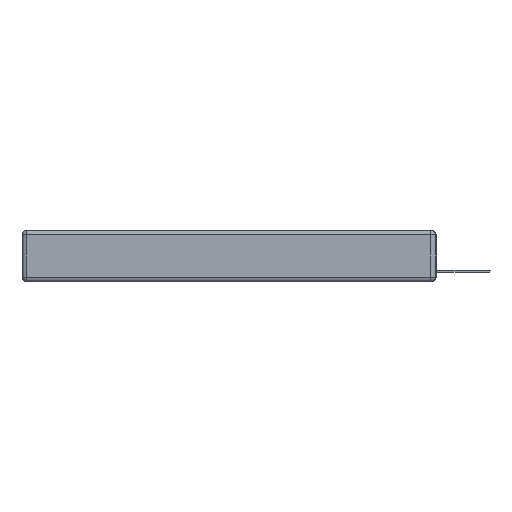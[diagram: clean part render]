
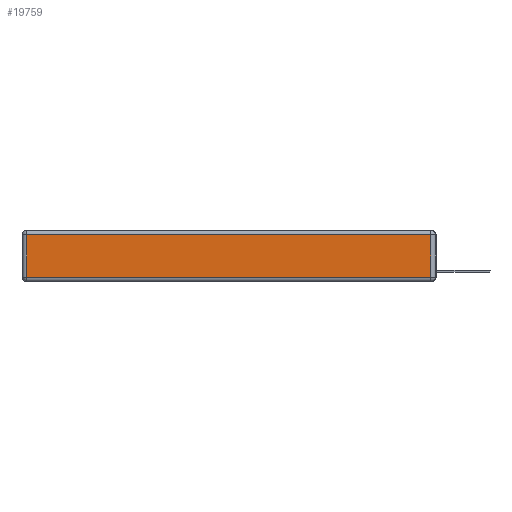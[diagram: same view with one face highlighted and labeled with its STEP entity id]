
A CAD part, left-side view. The second image highlights one B-rep face of the part: STEP entity #19759.
In plain terms, the highlighted planar face has unit normal (-1, 0, 0).
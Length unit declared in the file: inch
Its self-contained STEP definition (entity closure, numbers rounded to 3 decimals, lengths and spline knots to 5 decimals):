
#689 = LINE ( 'NONE', #20723, #20946 ) ;
#733 = LINE ( 'NONE', #15122, #4547 ) ;
#770 = CARTESIAN_POINT ( 'NONE',  ( 0., 0.03, -0.313 ) ) ;
#961 = DIRECTION ( 'NONE',  ( 0., 0., 1. ) ) ;
#3197 = CARTESIAN_POINT ( 'NONE',  ( 0., 2.72, -0.343 ) ) ;
#4547 = VECTOR ( 'NONE', #17008, 39.37008 ) ;
#5067 = ORIENTED_EDGE ( 'NONE', *, *, #21034, .T. ) ;
#5414 = CARTESIAN_POINT ( 'NONE',  ( 0., 2.75, -0.03 ) ) ;
#5950 = EDGE_CURVE ( 'NONE', #14662, #15352, #8972, .T. ) ;
#7190 = DIRECTION ( 'NONE',  ( 0., 1., 0. ) ) ;
#8026 = EDGE_CURVE ( 'NONE', #8476, #14662, #689, .T. ) ;
#8476 = VERTEX_POINT ( 'NONE', #770 ) ;
#8636 = FACE_OUTER_BOUND ( 'NONE', #19253, .T. ) ;
#8972 = LINE ( 'NONE', #5414, #20909 ) ;
#10868 = CARTESIAN_POINT ( 'NONE',  ( 0., 0.03, -0.03 ) ) ;
#11410 = EDGE_CURVE ( 'NONE', #13841, #8476, #733, .T. ) ;
#11430 = AXIS2_PLACEMENT_3D ( 'NONE', #17127, #23018, #961 ) ;
#13841 = VERTEX_POINT ( 'NONE', #19883 ) ;
#14470 = VECTOR ( 'NONE', #19126, 39.37008 ) ;
#14662 = VERTEX_POINT ( 'NONE', #10868 ) ;
#15122 = CARTESIAN_POINT ( 'NONE',  ( 0., 0., -0.313 ) ) ;
#15352 = VERTEX_POINT ( 'NONE', #16957 ) ;
#15692 = ORIENTED_EDGE ( 'NONE', *, *, #8026, .T. ) ;
#15812 = PLANE ( 'NONE',  #11430 ) ;
#16957 = CARTESIAN_POINT ( 'NONE',  ( 0., 2.72, -0.03 ) ) ;
#17008 = DIRECTION ( 'NONE',  ( 0., -1., 0. ) ) ;
#17127 = CARTESIAN_POINT ( 'NONE',  ( 0., 0., -0.343 ) ) ;
#19126 = DIRECTION ( 'NONE',  ( 0., 0., -1. ) ) ;
#19216 = ORIENTED_EDGE ( 'NONE', *, *, #11410, .T. ) ;
#19253 = EDGE_LOOP ( 'NONE', ( #19216, #15692, #22025, #5067 ) ) ;
#19759 = ADVANCED_FACE ( 'NONE', ( #8636 ), #15812, .T. ) ;
#19883 = CARTESIAN_POINT ( 'NONE',  ( 0., 2.72, -0.313 ) ) ;
#20723 = CARTESIAN_POINT ( 'NONE',  ( 0., 0.03, -0.343 ) ) ;
#20894 = LINE ( 'NONE', #3197, #14470 ) ;
#20909 = VECTOR ( 'NONE', #7190, 39.37008 ) ;
#20946 = VECTOR ( 'NONE', #22512, 39.37008 ) ;
#21034 = EDGE_CURVE ( 'NONE', #15352, #13841, #20894, .T. ) ;
#22025 = ORIENTED_EDGE ( 'NONE', *, *, #5950, .T. ) ;
#22512 = DIRECTION ( 'NONE',  ( 0., 0., 1. ) ) ;
#23018 = DIRECTION ( 'NONE',  ( -1., 0., 0. ) ) ;
